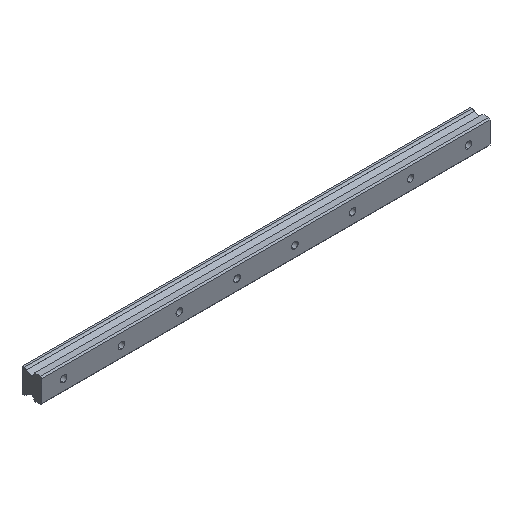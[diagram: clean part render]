
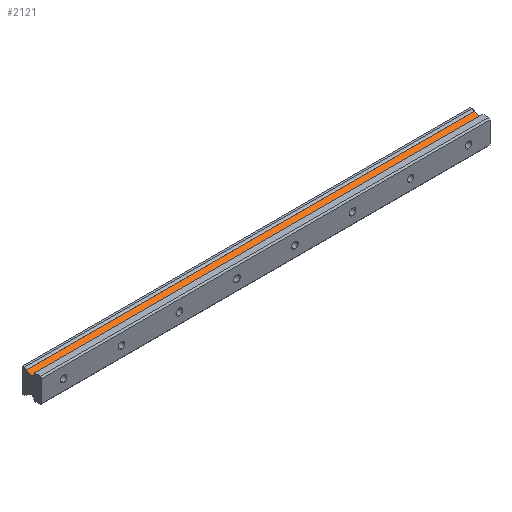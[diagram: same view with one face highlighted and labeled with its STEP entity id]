
A CAD part, isometric view. The second image highlights one B-rep face of the part: STEP entity #2121.
In plain terms, the highlighted planar face has unit normal (0, -0.499, 0.867).
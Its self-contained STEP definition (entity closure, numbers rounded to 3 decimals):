
#6 = EDGE_CURVE ( 'NONE', #893, #1879, #2025, .T. ) ;
#15 = CARTESIAN_POINT ( 'NONE',  ( -30., 14.475, 11.24 ) ) ;
#19 = CARTESIAN_POINT ( 'NONE',  ( 590., 21.02, 15.006 ) ) ;
#62 = CARTESIAN_POINT ( 'NONE',  ( -30., 21.02, 15.006 ) ) ;
#86 = CARTESIAN_POINT ( 'NONE',  ( 590., 21.02, 15.006 ) ) ;
#91 = ORIENTED_EDGE ( 'NONE', *, *, #6, .F. ) ;
#140 = AXIS2_PLACEMENT_3D ( 'NONE', #86, #398, #910 ) ;
#201 = VECTOR ( 'NONE', #2004, 1000. ) ;
#329 = VECTOR ( 'NONE', #745, 1000. ) ;
#354 = FACE_OUTER_BOUND ( 'NONE', #1197, .T. ) ;
#398 = DIRECTION ( 'NONE',  ( 0., 0.499, -0.867 ) ) ;
#464 = CARTESIAN_POINT ( 'NONE',  ( 590., 21.02, 15.006 ) ) ;
#520 = CARTESIAN_POINT ( 'NONE',  ( -30., 21.02, 15.006 ) ) ;
#594 = ORIENTED_EDGE ( 'NONE', *, *, #2045, .F. ) ;
#646 = CARTESIAN_POINT ( 'NONE',  ( 590., 14.475, 11.24 ) ) ;
#652 = VERTEX_POINT ( 'NONE', #646 ) ;
#743 = VERTEX_POINT ( 'NONE', #15 ) ;
#745 = DIRECTION ( 'NONE',  ( 0., -0.867, -0.499 ) ) ;
#879 = CARTESIAN_POINT ( 'NONE',  ( 590., 14.475, 11.24 ) ) ;
#893 = VERTEX_POINT ( 'NONE', #62 ) ;
#910 = DIRECTION ( 'NONE',  ( 0., 0.867, 0.499 ) ) ;
#1041 = EDGE_CURVE ( 'NONE', #1879, #652, #1260, .T. ) ;
#1190 = LINE ( 'NONE', #520, #1410 ) ;
#1191 = LINE ( 'NONE', #879, #1377 ) ;
#1197 = EDGE_LOOP ( 'NONE', ( #594, #1212, #91, #1917 ) ) ;
#1212 = ORIENTED_EDGE ( 'NONE', *, *, #1041, .F. ) ;
#1216 = PLANE ( 'NONE',  #140 ) ;
#1260 = LINE ( 'NONE', #1414, #329 ) ;
#1354 = EDGE_CURVE ( 'NONE', #893, #743, #1190, .T. ) ;
#1377 = VECTOR ( 'NONE', #1400, 1000. ) ;
#1400 = DIRECTION ( 'NONE',  ( -1., 0., 0. ) ) ;
#1410 = VECTOR ( 'NONE', #1531, 1000. ) ;
#1414 = CARTESIAN_POINT ( 'NONE',  ( 590., 21.02, 15.006 ) ) ;
#1531 = DIRECTION ( 'NONE',  ( 0., -0.867, -0.499 ) ) ;
#1879 = VERTEX_POINT ( 'NONE', #464 ) ;
#1917 = ORIENTED_EDGE ( 'NONE', *, *, #1354, .T. ) ;
#2004 = DIRECTION ( 'NONE',  ( 1., 0., 0. ) ) ;
#2025 = LINE ( 'NONE', #19, #201 ) ;
#2045 = EDGE_CURVE ( 'NONE', #652, #743, #1191, .T. ) ;
#2121 = ADVANCED_FACE ( 'NONE', ( #354 ), #1216, .F. ) ;
